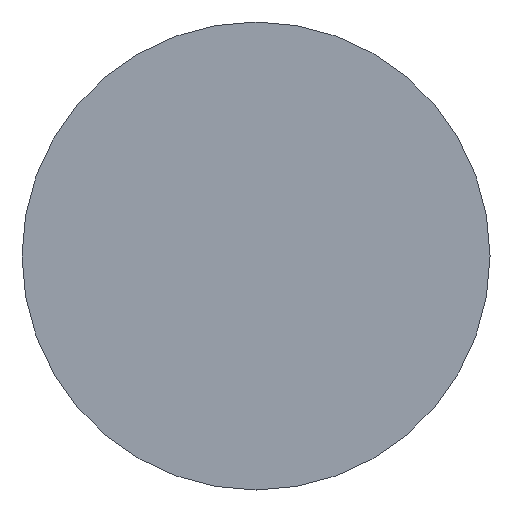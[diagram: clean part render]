
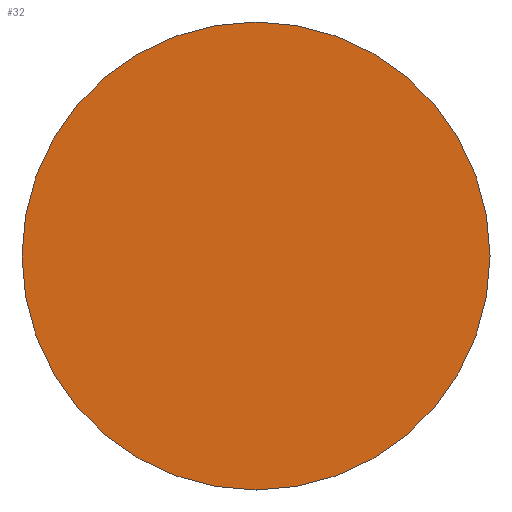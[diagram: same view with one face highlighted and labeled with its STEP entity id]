
A CAD part, front view. The second image highlights one B-rep face of the part: STEP entity #32.
In plain terms, the highlighted planar face has unit normal (0, -1, 0).
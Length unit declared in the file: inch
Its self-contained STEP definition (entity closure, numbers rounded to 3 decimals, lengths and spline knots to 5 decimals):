
#14 = DIRECTION ( 'NONE',  ( 0., 0., -1. ) ) ;
#24 = AXIS2_PLACEMENT_3D ( 'NONE', #277, #179, #14 ) ;
#26 = VERTEX_POINT ( 'NONE', #132 ) ;
#32 = ADVANCED_FACE ( 'NONE', ( #91 ), #268, .T. ) ;
#54 = VERTEX_POINT ( 'NONE', #130 ) ;
#65 = CARTESIAN_POINT ( 'NONE',  ( 0., 0., 0. ) ) ;
#77 = EDGE_CURVE ( 'NONE', #54, #26, #208, .T. ) ;
#82 = AXIS2_PLACEMENT_3D ( 'NONE', #85, #156, #176 ) ;
#85 = CARTESIAN_POINT ( 'NONE',  ( 0., 0., 0. ) ) ;
#91 = FACE_OUTER_BOUND ( 'NONE', #99, .T. ) ;
#99 = EDGE_LOOP ( 'NONE', ( #264, #262 ) ) ;
#111 = AXIS2_PLACEMENT_3D ( 'NONE', #65, #227, #210 ) ;
#130 = CARTESIAN_POINT ( 'NONE',  ( 0., 0., -0.25 ) ) ;
#132 = CARTESIAN_POINT ( 'NONE',  ( 0., 0., 0.25 ) ) ;
#152 = EDGE_CURVE ( 'NONE', #26, #54, #294, .T. ) ;
#156 = DIRECTION ( 'NONE',  ( 0., -1., 0. ) ) ;
#176 = DIRECTION ( 'NONE',  ( 0., 0., -1. ) ) ;
#179 = DIRECTION ( 'NONE',  ( 0., -1., 0. ) ) ;
#208 = CIRCLE ( 'NONE', #111, 0.25 ) ;
#210 = DIRECTION ( 'NONE',  ( 0., 0., -1. ) ) ;
#227 = DIRECTION ( 'NONE',  ( 0., -1., 0. ) ) ;
#262 = ORIENTED_EDGE ( 'NONE', *, *, #152, .T. ) ;
#264 = ORIENTED_EDGE ( 'NONE', *, *, #77, .T. ) ;
#268 = PLANE ( 'NONE',  #82 ) ;
#277 = CARTESIAN_POINT ( 'NONE',  ( 0., 0., 0. ) ) ;
#294 = CIRCLE ( 'NONE', #24, 0.25 ) ;
